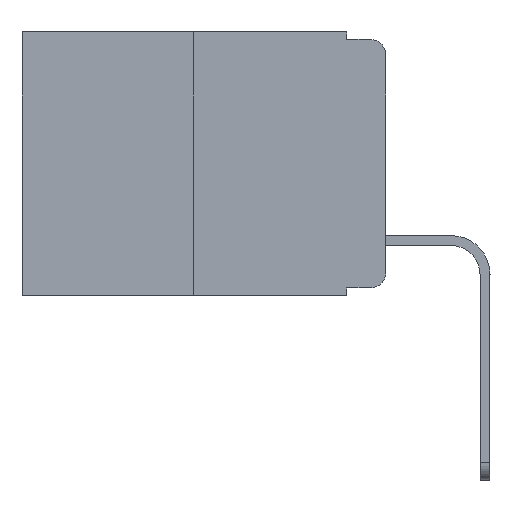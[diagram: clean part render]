
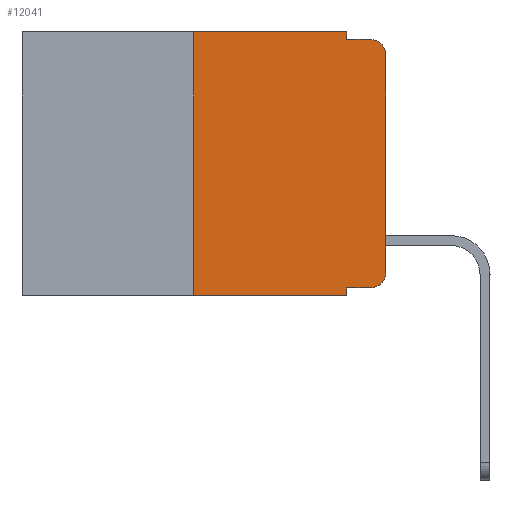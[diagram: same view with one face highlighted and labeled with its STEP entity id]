
A CAD part, left-side view. The second image highlights one B-rep face of the part: STEP entity #12041.
In plain terms, the highlighted planar face has unit normal (-1, 0, 0).
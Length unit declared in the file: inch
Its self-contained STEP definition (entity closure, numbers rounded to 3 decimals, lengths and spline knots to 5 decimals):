
#272 = CARTESIAN_POINT ( 'NONE',  ( 0., 0.473, 0. ) ) ;
#273 = DIRECTION ( 'NONE',  ( 0., 0., -1. ) ) ;
#290 = CARTESIAN_POINT ( 'NONE',  ( 0., 0., -0.313 ) ) ;
#358 = CARTESIAN_POINT ( 'NONE',  ( 0., 0.02, -0.313 ) ) ;
#424 = CARTESIAN_POINT ( 'NONE',  ( 0., 0., 0. ) ) ;
#470 = DIRECTION ( 'NONE',  ( 0., 0., -1. ) ) ;
#614 = ORIENTED_EDGE ( 'NONE', *, *, #8695, .F. ) ;
#659 = EDGE_CURVE ( 'NONE', #14094, #7003, #11976, .T. ) ;
#690 = EDGE_CURVE ( 'NONE', #11497, #2668, #12555, .T. ) ;
#1051 = DIRECTION ( 'NONE',  ( 0., -1., 0. ) ) ;
#1361 = LINE ( 'NONE', #13995, #7937 ) ;
#2150 = VECTOR ( 'NONE', #8796, 39.37008 ) ;
#2530 = PLANE ( 'NONE',  #7979 ) ;
#2668 = VERTEX_POINT ( 'NONE', #14684 ) ;
#3123 = VECTOR ( 'NONE', #8123, 39.37008 ) ;
#3368 = CARTESIAN_POINT ( 'NONE',  ( 0., 0.473, -0.343 ) ) ;
#3525 = VECTOR ( 'NONE', #12545, 39.37008 ) ;
#3717 = VECTOR ( 'NONE', #14668, 39.37008 ) ;
#3833 = VERTEX_POINT ( 'NONE', #7242 ) ;
#4031 = DIRECTION ( 'NONE',  ( 0., 0., -1. ) ) ;
#4131 = CARTESIAN_POINT ( 'NONE',  ( 0., 0., -0.03 ) ) ;
#4161 = LINE ( 'NONE', #3368, #12455 ) ;
#4482 = CARTESIAN_POINT ( 'NONE',  ( 0., 0.051, -0.01 ) ) ;
#4710 = ORIENTED_EDGE ( 'NONE', *, *, #659, .T. ) ;
#4936 = DIRECTION ( 'NONE',  ( 1., 0., 0. ) ) ;
#4951 = EDGE_CURVE ( 'NONE', #3833, #2668, #4161, .T. ) ;
#5353 = EDGE_LOOP ( 'NONE', ( #4710, #9670, #614, #14297, #10734, #10029, #8108, #11425, #15092, #6252 ) ) ;
#5383 = LINE ( 'NONE', #4482, #3123 ) ;
#5710 = DIRECTION ( 'NONE',  ( 0., 0., 1. ) ) ;
#5881 = EDGE_CURVE ( 'NONE', #3833, #6070, #1361, .T. ) ;
#6002 = VERTEX_POINT ( 'NONE', #11910 ) ;
#6032 = AXIS2_PLACEMENT_3D ( 'NONE', #358, #11207, #470 ) ;
#6070 = VERTEX_POINT ( 'NONE', #9404 ) ;
#6252 = ORIENTED_EDGE ( 'NONE', *, *, #12744, .T. ) ;
#6327 = CARTESIAN_POINT ( 'NONE',  ( 0., 0.02, -0.01 ) ) ;
#6375 = VERTEX_POINT ( 'NONE', #6327 ) ;
#6439 = CARTESIAN_POINT ( 'NONE',  ( 0., 0.051, -0.01 ) ) ;
#6641 = LINE ( 'NONE', #272, #2150 ) ;
#6813 = CIRCLE ( 'NONE', #6032, 0.02 ) ;
#6944 = LINE ( 'NONE', #14591, #12017 ) ;
#6948 = DIRECTION ( 'NONE',  ( 0., -1., 0. ) ) ;
#6962 = EDGE_CURVE ( 'NONE', #6002, #9107, #6944, .T. ) ;
#7003 = VERTEX_POINT ( 'NONE', #4131 ) ;
#7242 = CARTESIAN_POINT ( 'NONE',  ( 0., 0.25, -0.343 ) ) ;
#7937 = VECTOR ( 'NONE', #5710, 39.37008 ) ;
#7979 = AXIS2_PLACEMENT_3D ( 'NONE', #9686, #4936, #12295 ) ;
#8108 = ORIENTED_EDGE ( 'NONE', *, *, #4951, .T. ) ;
#8123 = DIRECTION ( 'NONE',  ( 0., -1., 0. ) ) ;
#8695 = EDGE_CURVE ( 'NONE', #9107, #6375, #5383, .T. ) ;
#8796 = DIRECTION ( 'NONE',  ( 0., -1., 0. ) ) ;
#9107 = VERTEX_POINT ( 'NONE', #6439 ) ;
#9404 = CARTESIAN_POINT ( 'NONE',  ( 0., 0.25, 0. ) ) ;
#9441 = CARTESIAN_POINT ( 'NONE',  ( 0., 0.051, -0.333 ) ) ;
#9670 = ORIENTED_EDGE ( 'NONE', *, *, #14751, .T. ) ;
#9686 = CARTESIAN_POINT ( 'NONE',  ( 0., 0.473, 0. ) ) ;
#10029 = ORIENTED_EDGE ( 'NONE', *, *, #5881, .F. ) ;
#10081 = CARTESIAN_POINT ( 'NONE',  ( 0., 0.051, 0. ) ) ;
#10260 = EDGE_CURVE ( 'NONE', #6070, #6002, #6641, .T. ) ;
#10734 = ORIENTED_EDGE ( 'NONE', *, *, #10260, .F. ) ;
#10996 = VECTOR ( 'NONE', #1051, 39.37008 ) ;
#11207 = DIRECTION ( 'NONE',  ( -1., 0., 0. ) ) ;
#11269 = EDGE_CURVE ( 'NONE', #11497, #14467, #14182, .T. ) ;
#11425 = ORIENTED_EDGE ( 'NONE', *, *, #690, .F. ) ;
#11497 = VERTEX_POINT ( 'NONE', #12462 ) ;
#11819 = CIRCLE ( 'NONE', #12915, 0.02 ) ;
#11910 = CARTESIAN_POINT ( 'NONE',  ( 0., 0.051, 0. ) ) ;
#11976 = LINE ( 'NONE', #424, #3717 ) ;
#12017 = VECTOR ( 'NONE', #4031, 39.37008 ) ;
#12041 = ADVANCED_FACE ( 'NONE', ( #15468 ), #2530, .F. ) ;
#12294 = DIRECTION ( 'NONE',  ( -1., 0., 0. ) ) ;
#12295 = DIRECTION ( 'NONE',  ( 0., 0., -1. ) ) ;
#12455 = VECTOR ( 'NONE', #6948, 39.37008 ) ;
#12462 = CARTESIAN_POINT ( 'NONE',  ( 0., 0.051, -0.333 ) ) ;
#12545 = DIRECTION ( 'NONE',  ( 0., 0., -1. ) ) ;
#12555 = LINE ( 'NONE', #10081, #3525 ) ;
#12744 = EDGE_CURVE ( 'NONE', #14467, #14094, #6813, .T. ) ;
#12915 = AXIS2_PLACEMENT_3D ( 'NONE', #14531, #12294, #273 ) ;
#13995 = CARTESIAN_POINT ( 'NONE',  ( 0., 0.25, 0. ) ) ;
#14094 = VERTEX_POINT ( 'NONE', #290 ) ;
#14182 = LINE ( 'NONE', #9441, #10996 ) ;
#14297 = ORIENTED_EDGE ( 'NONE', *, *, #6962, .F. ) ;
#14467 = VERTEX_POINT ( 'NONE', #15331 ) ;
#14531 = CARTESIAN_POINT ( 'NONE',  ( 0., 0.02, -0.03 ) ) ;
#14591 = CARTESIAN_POINT ( 'NONE',  ( 0., 0.051, 0. ) ) ;
#14668 = DIRECTION ( 'NONE',  ( 0., 0., 1. ) ) ;
#14684 = CARTESIAN_POINT ( 'NONE',  ( 0., 0.051, -0.343 ) ) ;
#14751 = EDGE_CURVE ( 'NONE', #7003, #6375, #11819, .T. ) ;
#15092 = ORIENTED_EDGE ( 'NONE', *, *, #11269, .T. ) ;
#15331 = CARTESIAN_POINT ( 'NONE',  ( 0., 0.02, -0.333 ) ) ;
#15468 = FACE_OUTER_BOUND ( 'NONE', #5353, .T. ) ;
